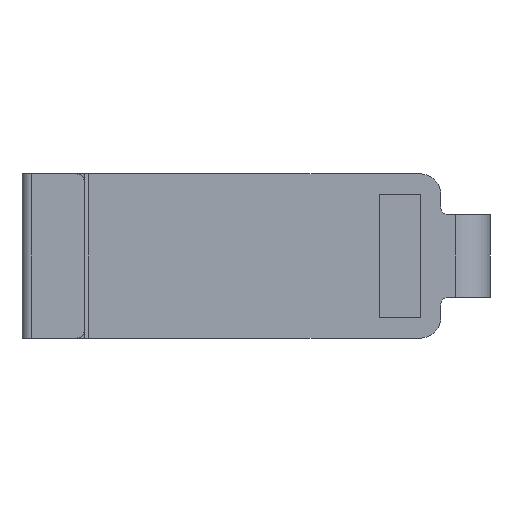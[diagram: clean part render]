
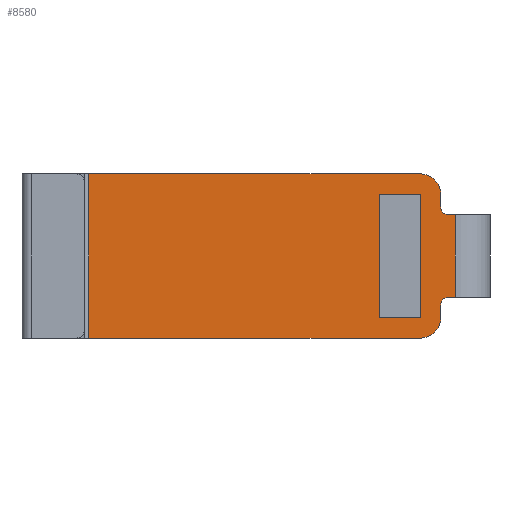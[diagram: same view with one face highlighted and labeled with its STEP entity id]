
A CAD part, left-side view. The second image highlights one B-rep face of the part: STEP entity #8580.
In plain terms, the highlighted planar face has unit normal (-1, 0, 0).
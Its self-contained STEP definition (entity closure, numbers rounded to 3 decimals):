
#2800=CARTESIAN_POINT('',(0.,17.,20.));
#2810=VERTEX_POINT('',#2800);
#2840=CARTESIAN_POINT('',(0.,0.,20.));
#2850=DIRECTION('',(0.,1.,0.));
#2860=VECTOR('',#2850,1.);
#2870=LINE('',#2840,#2860);
#2880=CARTESIAN_POINT('',(0.,97.8,20.));
#2890=VERTEX_POINT('',#2880);
#2900=EDGE_CURVE('',#2810,#2890,#2870,.T.);
#4900=CARTESIAN_POINT('',(0.,97.8,-20.));
#4910=VERTEX_POINT('',#4900);
#4940=CARTESIAN_POINT('',(0.,0.,-20.));
#4950=DIRECTION('',(0.,1.,0.));
#4960=VECTOR('',#4950,1.);
#4970=LINE('',#4940,#4960);
#4980=CARTESIAN_POINT('',(0.,17.,-20.));
#4990=VERTEX_POINT('',#4980);
#5000=EDGE_CURVE('',#4990,#4910,#4970,.T.);
#7690=CARTESIAN_POINT('',(0.,8.5,0.));
#7700=DIRECTION('',(1.,0.,0.));
#7710=DIRECTION('',(0.,-1.,0.));
#7720=AXIS2_PLACEMENT_3D('',#7690,#7700,#7710);
#7730=PLANE('',#7720);
#7740=ORIENTED_EDGE('',*,*,#2900,.T.);
#7750=CARTESIAN_POINT('',(0.,17.,15.));
#7760=DIRECTION('',(1.,0.,0.));
#7770=DIRECTION('',(0.,-1.,0.));
#7780=AXIS2_PLACEMENT_3D('',#7750,#7760,#7770);
#7790=CIRCLE('',#7780,5.);
#7800=CARTESIAN_POINT('',(0.,12.,15.));
#7810=VERTEX_POINT('',#7800);
#7820=EDGE_CURVE('',#2810,#7810,#7790,.T.);
#7830=ORIENTED_EDGE('',*,*,#7820,.F.);
#7840=CARTESIAN_POINT('',(0.,12.,0.));
#7850=DIRECTION('',(0.,0.,1.));
#7860=VECTOR('',#7850,1.);
#7870=LINE('',#7840,#7860);
#7880=CARTESIAN_POINT('',(0.,12.,12.));
#7890=VERTEX_POINT('',#7880);
#7900=EDGE_CURVE('',#7890,#7810,#7870,.T.);
#7910=ORIENTED_EDGE('',*,*,#7900,.T.);
#7920=CARTESIAN_POINT('',(0.,10.,12.));
#7930=DIRECTION('',(1.,0.,0.));
#7940=DIRECTION('',(0.,-1.,0.));
#7950=AXIS2_PLACEMENT_3D('',#7920,#7930,#7940);
#7960=CIRCLE('',#7950,2.);
#7970=CARTESIAN_POINT('',(0.,10.,10.));
#7980=VERTEX_POINT('',#7970);
#7990=EDGE_CURVE('',#7980,#7890,#7960,.T.);
#8000=ORIENTED_EDGE('',*,*,#7990,.T.);
#8010=CARTESIAN_POINT('',(0.,0.,10.));
#8020=DIRECTION('',(0.,1.,0.));
#8030=VECTOR('',#8020,1.);
#8040=LINE('',#8010,#8030);
#8050=CARTESIAN_POINT('',(0.,8.5,10.));
#8060=VERTEX_POINT('',#8050);
#8070=EDGE_CURVE('',#8060,#7980,#8040,.T.);
#8080=ORIENTED_EDGE('',*,*,#8070,.T.);
#8090=CARTESIAN_POINT('',(0.,8.5,0.));
#8100=DIRECTION('',(0.,0.,-1.));
#8110=VECTOR('',#8100,1.);
#8120=LINE('',#8090,#8110);
#8130=CARTESIAN_POINT('',(0.,8.5,-10.));
#8140=VERTEX_POINT('',#8130);
#8150=EDGE_CURVE('',#8060,#8140,#8120,.T.);
#8160=ORIENTED_EDGE('',*,*,#8150,.F.);
#8170=CARTESIAN_POINT('',(0.,0.,-10.));
#8180=DIRECTION('',(0.,-1.,0.));
#8190=VECTOR('',#8180,1.);
#8200=LINE('',#8170,#8190);
#8210=CARTESIAN_POINT('',(0.,10.,-10.));
#8220=VERTEX_POINT('',#8210);
#8230=EDGE_CURVE('',#8220,#8140,#8200,.T.);
#8240=ORIENTED_EDGE('',*,*,#8230,.T.);
#8250=CARTESIAN_POINT('',(0.,10.,-12.));
#8260=DIRECTION('',(1.,0.,0.));
#8270=DIRECTION('',(0.,-1.,0.));
#8280=AXIS2_PLACEMENT_3D('',#8250,#8260,#8270);
#8290=CIRCLE('',#8280,2.);
#8300=CARTESIAN_POINT('',(0.,12.,-12.));
#8310=VERTEX_POINT('',#8300);
#8320=EDGE_CURVE('',#8310,#8220,#8290,.T.);
#8330=ORIENTED_EDGE('',*,*,#8320,.T.);
#8340=CARTESIAN_POINT('',(0.,12.,0.));
#8350=DIRECTION('',(0.,0.,1.));
#8360=VECTOR('',#8350,1.);
#8370=LINE('',#8340,#8360);
#8380=CARTESIAN_POINT('',(0.,12.,-15.));
#8390=VERTEX_POINT('',#8380);
#8400=EDGE_CURVE('',#8390,#8310,#8370,.T.);
#8410=ORIENTED_EDGE('',*,*,#8400,.T.);
#8420=CARTESIAN_POINT('',(0.,17.,-15.));
#8430=DIRECTION('',(-1.,0.,0.));
#8440=DIRECTION('',(0.,1.,0.));
#8450=AXIS2_PLACEMENT_3D('',#8420,#8430,#8440);
#8460=CIRCLE('',#8450,5.);
#8470=EDGE_CURVE('',#4990,#8390,#8460,.T.);
#8480=ORIENTED_EDGE('',*,*,#8470,.T.);
#8490=ORIENTED_EDGE('',*,*,#5000,.F.);
#8500=CARTESIAN_POINT('',(0.,97.8,0.));
#8510=DIRECTION('',(0.,0.,-1.));
#8520=VECTOR('',#8510,1.);
#8530=LINE('',#8500,#8520);
#8540=EDGE_CURVE('',#2890,#4910,#8530,.T.);
#8550=ORIENTED_EDGE('',*,*,#8540,.T.);
#8560=EDGE_LOOP('',(#8550,#8490,#8480,#8410,#8330,#8240,#8160,#8080,
#8000,#7910,#7830,#7740));
#8570=FACE_OUTER_BOUND('',#8560,.T.);
#8580=ADVANCED_FACE('',(#8570),#7730,.F.);
